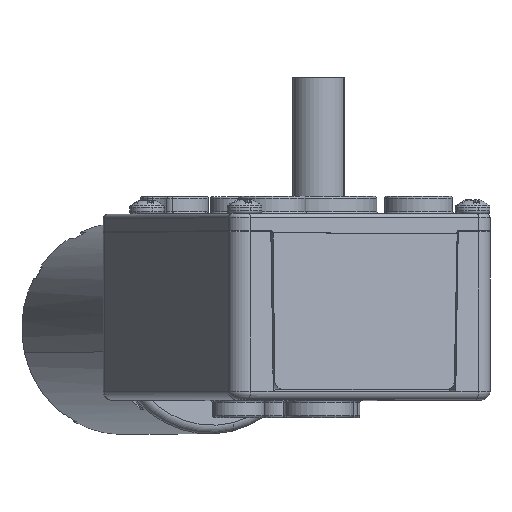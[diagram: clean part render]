
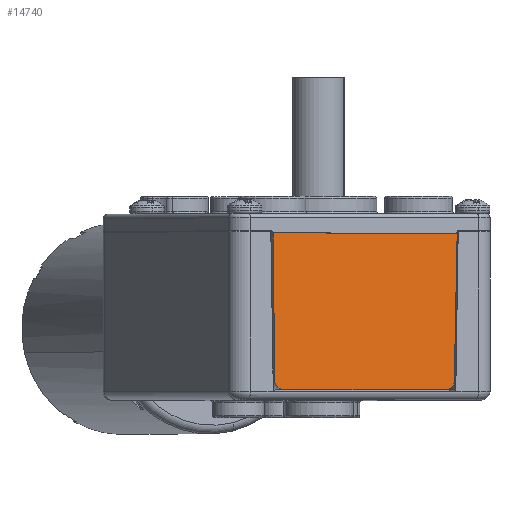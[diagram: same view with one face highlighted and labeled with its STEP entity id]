
A CAD part, top view. The second image highlights one B-rep face of the part: STEP entity #14740.
In plain terms, the highlighted face is planar.
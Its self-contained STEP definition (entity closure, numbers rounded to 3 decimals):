
#79 = CARTESIAN_POINT ( 'NONE',  ( 15.511, -17.316, 11.016 ) ) ;
#730 = ORIENTED_EDGE ( 'NONE', *, *, #17737, .F. ) ;
#1839 = CARTESIAN_POINT ( 'NONE',  ( 15.5, -18.3, 10.016 ) ) ;
#2180 =( BOUNDED_CURVE ( )  B_SPLINE_CURVE ( 3, ( #20194, #5703, #11269, #21748 ),
 .UNSPECIFIED., .F., .F. ) 
 B_SPLINE_CURVE_WITH_KNOTS ( ( 4, 4 ),
 ( 4.729, 6.283 ),
 .UNSPECIFIED. ) 
 CURVE ( )  GEOMETRIC_REPRESENTATION_ITEM ( )  RATIONAL_B_SPLINE_CURVE ( ( 1., 0.809, 0.809, 1. ) ) 
 REPRESENTATION_ITEM ( '' )  );
#2215 = CARTESIAN_POINT ( 'NONE',  ( 15.5, -18.3, -10.016 ) ) ;
#3728 =( BOUNDED_CURVE ( )  B_SPLINE_CURVE ( 3, ( #1839, #16287, #20026, #79 ),
 .UNSPECIFIED., .F., .F. ) 
 B_SPLINE_CURVE_WITH_KNOTS ( ( 4, 4 ),
 ( 0., 1.554 ),
 .UNSPECIFIED. ) 
 CURVE ( )  GEOMETRIC_REPRESENTATION_ITEM ( )  RATIONAL_B_SPLINE_CURVE ( ( 1., 0.809, 0.809, 1. ) ) 
 REPRESENTATION_ITEM ( '' )  );
#3776 = EDGE_LOOP ( 'NONE', ( #20374, #8076, #8351, #730, #7850, #21245 ) ) ;
#3842 = VECTOR ( 'NONE', #14854, 1000. ) ;
#4485 = LINE ( 'NONE', #2215, #14500 ) ;
#4517 = VERTEX_POINT ( 'NONE', #21693 ) ;
#5110 = VERTEX_POINT ( 'NONE', #12835 ) ;
#5690 = VERTEX_POINT ( 'NONE', #13749 ) ;
#5703 = CARTESIAN_POINT ( 'NONE',  ( 15.504, -17.895, -11.007 ) ) ;
#6786 = VERTEX_POINT ( 'NONE', #11265 ) ;
#7190 = VERTEX_POINT ( 'NONE', #22392 ) ;
#7655 = EDGE_CURVE ( 'NONE', #5110, #6786, #2180, .T. ) ;
#7850 = ORIENTED_EDGE ( 'NONE', *, *, #23028, .F. ) ;
#8076 = ORIENTED_EDGE ( 'NONE', *, *, #19204, .F. ) ;
#8232 = CARTESIAN_POINT ( 'NONE',  ( 15.511, -17.316, 11.016 ) ) ;
#8351 = ORIENTED_EDGE ( 'NONE', *, *, #19164, .F. ) ;
#9295 = LINE ( 'NONE', #14746, #22665 ) ;
#9884 = FACE_OUTER_BOUND ( 'NONE', #3776, .T. ) ;
#11228 = DIRECTION ( 'NONE',  ( 0.011, 1., 0.016 ) ) ;
#11265 = CARTESIAN_POINT ( 'NONE',  ( 15.5, -18.3, -10.016 ) ) ;
#11269 = CARTESIAN_POINT ( 'NONE',  ( 15.5, -18.3, -10.594 ) ) ;
#12122 = DIRECTION ( 'NONE',  ( -1., 0.011, 0. ) ) ;
#12835 = CARTESIAN_POINT ( 'NONE',  ( 15.511, -17.316, -11.016 ) ) ;
#12867 = LINE ( 'NONE', #20389, #22654 ) ;
#13248 = DIRECTION ( 'NONE',  ( 0., 0., -1. ) ) ;
#13749 = CARTESIAN_POINT ( 'NONE',  ( 15.5, -18.3, 10.016 ) ) ;
#14500 = VECTOR ( 'NONE', #13248, 1000. ) ;
#14740 = ADVANCED_FACE ( 'NONE', ( #9884 ), #17543, .F. ) ;
#14746 = CARTESIAN_POINT ( 'NONE',  ( 15.515, -16.935, -11.022 ) ) ;
#14854 = DIRECTION ( 'NONE',  ( 0., 0., -1. ) ) ;
#15198 = CARTESIAN_POINT ( 'NONE',  ( 15.7, -0.246, 11.296 ) ) ;
#16214 = VERTEX_POINT ( 'NONE', #8232 ) ;
#16287 = CARTESIAN_POINT ( 'NONE',  ( 15.5, -18.3, 10.594 ) ) ;
#16388 = CARTESIAN_POINT ( 'NONE',  ( 15.7, -0.246, 11.296 ) ) ;
#17543 = PLANE ( 'NONE',  #21220 ) ;
#17737 = EDGE_CURVE ( 'NONE', #16214, #7190, #12867, .T. ) ;
#18141 = LINE ( 'NONE', #16388, #3842 ) ;
#19164 = EDGE_CURVE ( 'NONE', #7190, #4517, #18141, .T. ) ;
#19204 = EDGE_CURVE ( 'NONE', #4517, #5110, #9295, .T. ) ;
#20026 = CARTESIAN_POINT ( 'NONE',  ( 15.504, -17.895, 11.007 ) ) ;
#20194 = CARTESIAN_POINT ( 'NONE',  ( 15.511, -17.316, -11.016 ) ) ;
#20258 = DIRECTION ( 'NONE',  ( -0.011, -1., 0.016 ) ) ;
#20374 = ORIENTED_EDGE ( 'NONE', *, *, #7655, .F. ) ;
#20389 = CARTESIAN_POINT ( 'NONE',  ( 15.704, 0.133, 11.302 ) ) ;
#20842 = DIRECTION ( 'NONE',  ( -0.011, -1., 0. ) ) ;
#21220 = AXIS2_PLACEMENT_3D ( 'NONE', #15198, #12122, #20842 ) ;
#21245 = ORIENTED_EDGE ( 'NONE', *, *, #22347, .T. ) ;
#21693 = CARTESIAN_POINT ( 'NONE',  ( 15.7, -0.246, -11.296 ) ) ;
#21748 = CARTESIAN_POINT ( 'NONE',  ( 15.5, -18.3, -10.016 ) ) ;
#22347 = EDGE_CURVE ( 'NONE', #5690, #6786, #4485, .T. ) ;
#22392 = CARTESIAN_POINT ( 'NONE',  ( 15.7, -0.246, 11.296 ) ) ;
#22654 = VECTOR ( 'NONE', #11228, 1000. ) ;
#22665 = VECTOR ( 'NONE', #20258, 1000. ) ;
#23028 = EDGE_CURVE ( 'NONE', #5690, #16214, #3728, .T. ) ;
